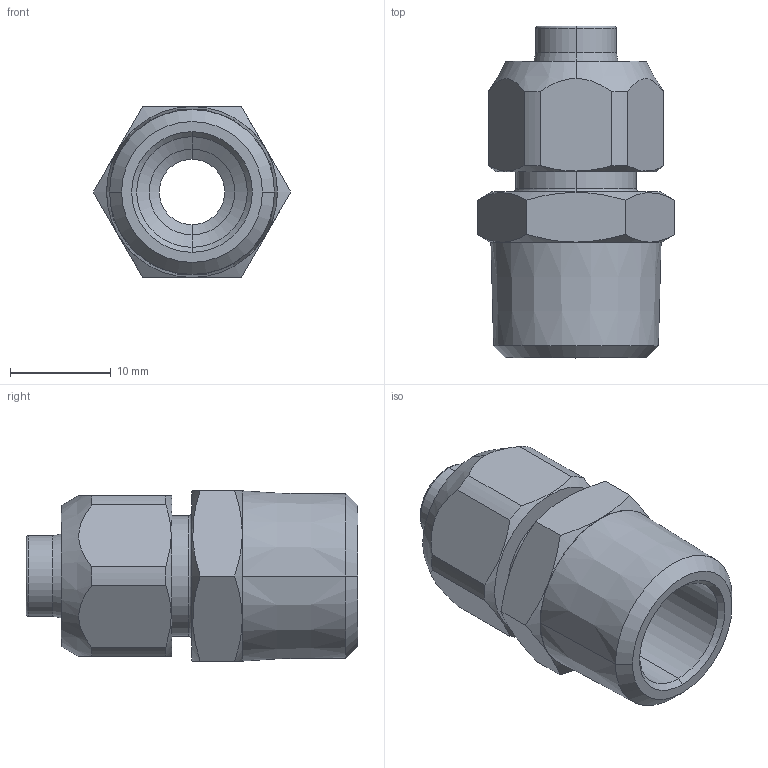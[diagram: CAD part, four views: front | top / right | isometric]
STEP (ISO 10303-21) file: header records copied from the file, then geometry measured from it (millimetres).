
FILE_DESCRIPTION (( 'STEP AP203' ), '1' );
FILE_NAME ('X2010053.STEP', '2011-07-20T08:57:47', ( 'Flavio' ), ( '' ), 'SwSTEP 2.0', 'SolidWorks 2011', '' );
FILE_SCHEMA (( 'CONFIG_CONTROL_DESIGN' ));
Length unit declared in the file: millimetre
Products named in the file (1): X2010053
Bounding box: 19.63 x 33 x 17 mm (x, y, z)
Volume: 4317.9 mm3; surface area: 3009.4 mm2
Topology: 1 solids, 1 shells, 64 faces, 148 edges, 90 vertices
Faces by surface type: cone 26, plane 18, cylinder 16, torus 4
Entity records: 2089 total; most frequent: CARTESIAN_POINT 575, DIRECTION 306, ORIENTED_EDGE 296, EDGE_CURVE 148, AXIS2_PLACEMENT_3D 129, VERTEX_POINT 90, EDGE_LOOP 70, CIRCLE 64
